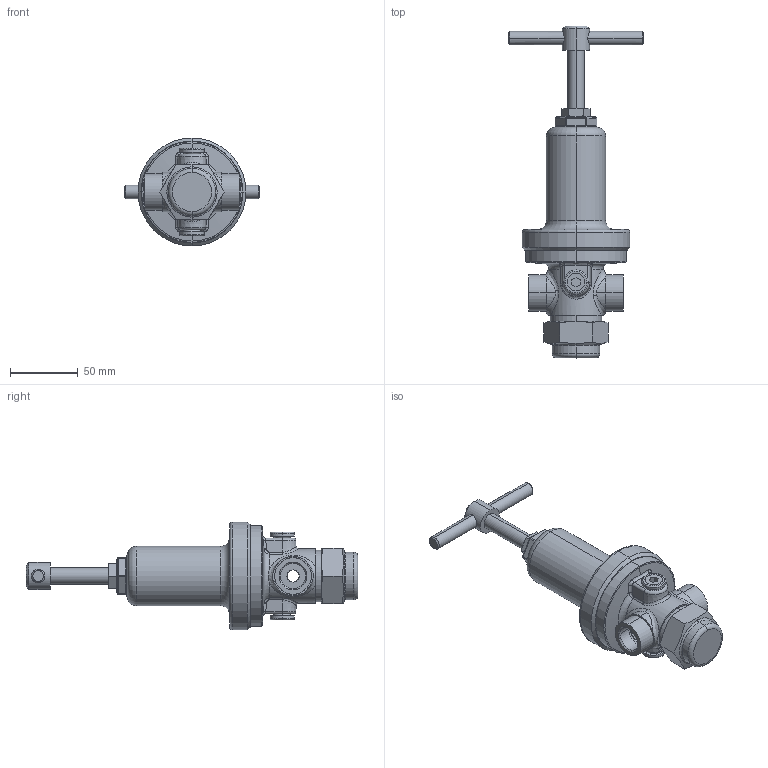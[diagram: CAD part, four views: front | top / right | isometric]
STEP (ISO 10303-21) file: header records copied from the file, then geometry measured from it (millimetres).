
FILE_DESCRIPTION (( 'STEP AP203' ), '1' );
FILE_NAME ('70 BG 0 G12 Female.STEP', '2017-12-08T12:11:16', ( '' ), ( '' ), 'SwSTEP 2.0', 'SolidWorks 2016', '' );
FILE_SCHEMA (( 'CONFIG_CONTROL_DESIGN' ));
Length unit declared in the file: millimetre
Products named in the file (1): 70 BG 0 G12 Female
Bounding box: 100 x 245.3 x 79.8 mm (x, y, z)
Volume: 180541.8 mm3; surface area: 86665 mm2
Topology: 7 solids, 7 shells, 418 faces, 916 edges, 536 vertices
Faces by surface type: cylinder 122, plane 102, cone 88, torus 62, bspline 38, sphere 6
Entity records: 14747 total; most frequent: CARTESIAN_POINT 5706, DIRECTION 1936, ORIENTED_EDGE 1832, EDGE_CURVE 916, AXIS2_PLACEMENT_3D 828, VERTEX_POINT 536, EDGE_LOOP 456, CIRCLE 447
